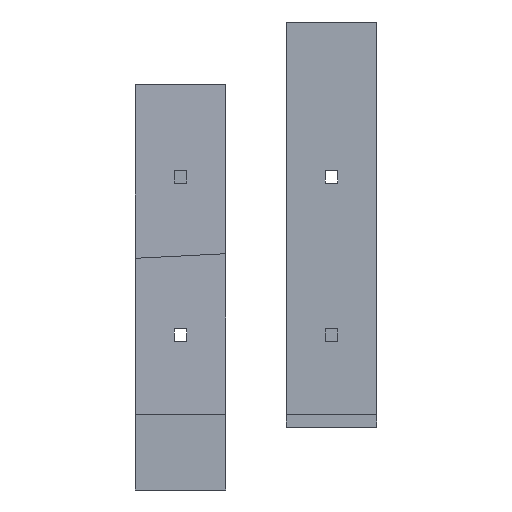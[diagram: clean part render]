
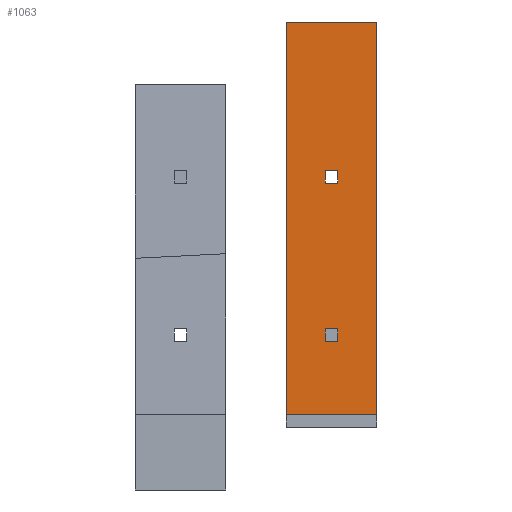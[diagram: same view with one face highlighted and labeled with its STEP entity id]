
A CAD part, front view. The second image highlights one B-rep face of the part: STEP entity #1063.
In plain terms, the highlighted planar face has unit normal (0, -1, 0).
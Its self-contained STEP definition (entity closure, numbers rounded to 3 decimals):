
#45=FACE_BOUND('',#130,.T.);
#46=FACE_BOUND('',#131,.T.);
#71=FACE_OUTER_BOUND('',#129,.T.);
#129=EDGE_LOOP('',(#795,#796,#797,#798));
#130=EDGE_LOOP('',(#799,#800,#801,#802));
#131=EDGE_LOOP('',(#803,#804,#805,#806));
#173=LINE('',#1496,#317);
#176=LINE('',#1502,#320);
#179=LINE('',#1508,#323);
#182=LINE('',#1512,#326);
#185=LINE('',#1520,#329);
#188=LINE('',#1526,#332);
#191=LINE('',#1532,#335);
#194=LINE('',#1536,#338);
#205=LINE('',#1560,#349);
#227=LINE('',#1604,#371);
#229=LINE('',#1607,#373);
#230=LINE('',#1609,#374);
#317=VECTOR('',#1221,10.);
#320=VECTOR('',#1226,10.);
#323=VECTOR('',#1231,10.);
#326=VECTOR('',#1236,10.);
#329=VECTOR('',#1241,10.);
#332=VECTOR('',#1246,10.);
#335=VECTOR('',#1251,10.);
#338=VECTOR('',#1256,10.);
#349=VECTOR('',#1273,10.);
#371=VECTOR('',#1311,10.);
#373=VECTOR('',#1315,10.);
#374=VECTOR('',#1318,10.);
#461=VERTEX_POINT('',#1493);
#462=VERTEX_POINT('',#1495);
#464=VERTEX_POINT('',#1501);
#466=VERTEX_POINT('',#1507);
#469=VERTEX_POINT('',#1517);
#470=VERTEX_POINT('',#1519);
#472=VERTEX_POINT('',#1525);
#474=VERTEX_POINT('',#1531);
#481=VERTEX_POINT('',#1553);
#484=VERTEX_POINT('',#1558);
#497=VERTEX_POINT('',#1601);
#498=VERTEX_POINT('',#1603);
#557=EDGE_CURVE('',#462,#461,#173,.T.);
#560=EDGE_CURVE('',#464,#462,#176,.T.);
#563=EDGE_CURVE('',#466,#464,#179,.T.);
#566=EDGE_CURVE('',#461,#466,#182,.T.);
#569=EDGE_CURVE('',#470,#469,#185,.T.);
#572=EDGE_CURVE('',#472,#470,#188,.T.);
#575=EDGE_CURVE('',#474,#472,#191,.T.);
#578=EDGE_CURVE('',#469,#474,#194,.T.);
#589=EDGE_CURVE('',#484,#481,#205,.T.);
#611=EDGE_CURVE('',#498,#497,#227,.T.);
#613=EDGE_CURVE('',#484,#498,#229,.T.);
#614=EDGE_CURVE('',#497,#481,#230,.T.);
#795=ORIENTED_EDGE('',*,*,#613,.T.);
#796=ORIENTED_EDGE('',*,*,#611,.T.);
#797=ORIENTED_EDGE('',*,*,#614,.T.);
#798=ORIENTED_EDGE('',*,*,#589,.F.);
#799=ORIENTED_EDGE('',*,*,#563,.T.);
#800=ORIENTED_EDGE('',*,*,#560,.T.);
#801=ORIENTED_EDGE('',*,*,#557,.T.);
#802=ORIENTED_EDGE('',*,*,#566,.T.);
#803=ORIENTED_EDGE('',*,*,#575,.T.);
#804=ORIENTED_EDGE('',*,*,#572,.T.);
#805=ORIENTED_EDGE('',*,*,#569,.T.);
#806=ORIENTED_EDGE('',*,*,#578,.T.);
#1007=PLANE('',#1170);
#1063=ADVANCED_FACE('',(#71,#45,#46),#1007,.F.);
#1170=AXIS2_PLACEMENT_3D('',#1608,#1316,#1317);
#1221=DIRECTION('',(0.,0.,1.));
#1226=DIRECTION('',(-1.,0.,0.));
#1231=DIRECTION('',(0.,0.,-1.));
#1236=DIRECTION('',(1.,0.,0.));
#1241=DIRECTION('',(1.,0.,0.));
#1246=DIRECTION('',(0.,0.,1.));
#1251=DIRECTION('',(-1.,0.,0.));
#1256=DIRECTION('',(0.,0.,-1.));
#1273=DIRECTION('',(-1.,0.,0.));
#1311=DIRECTION('',(-1.,0.,0.));
#1315=DIRECTION('',(0.,0.,1.));
#1316=DIRECTION('center_axis',(0.,1.,0.));
#1317=DIRECTION('ref_axis',(0.,0.,1.));
#1318=DIRECTION('',(0.,0.,-1.));
#1493=CARTESIAN_POINT('',(51.429,0.,-106.39));
#1495=CARTESIAN_POINT('',(51.429,0.,-123.533));
#1496=CARTESIAN_POINT('',(51.429,0.,-66.766));
#1501=CARTESIAN_POINT('',(68.571,0.,-123.533));
#1502=CARTESIAN_POINT('',(64.286,0.,-123.533));
#1507=CARTESIAN_POINT('',(68.571,0.,-106.39));
#1508=CARTESIAN_POINT('',(68.571,0.,-58.195));
#1512=CARTESIAN_POINT('',(55.714,0.,-106.39));
#1517=CARTESIAN_POINT('',(68.571,0.,103.571));
#1519=CARTESIAN_POINT('',(51.429,0.,103.571));
#1520=CARTESIAN_POINT('',(64.286,0.,103.571));
#1525=CARTESIAN_POINT('',(51.429,0.,86.429));
#1526=CARTESIAN_POINT('',(51.429,0.,46.786));
#1531=CARTESIAN_POINT('',(68.571,0.,86.429));
#1532=CARTESIAN_POINT('',(55.714,0.,86.429));
#1536=CARTESIAN_POINT('',(68.571,0.,38.214));
#1553=CARTESIAN_POINT('',(0.,0.,-219.962));
#1558=CARTESIAN_POINT('',(120.,0.,-219.962));
#1560=CARTESIAN_POINT('',(90.,0.,-219.962));
#1601=CARTESIAN_POINT('',(0.,0.,300.));
#1603=CARTESIAN_POINT('',(120.,0.,300.));
#1604=CARTESIAN_POINT('',(60.,0.,300.));
#1607=CARTESIAN_POINT('',(120.,0.,-10.));
#1608=CARTESIAN_POINT('Origin',(60.,0.,-10.));
#1609=CARTESIAN_POINT('',(0.,0.,-10.));
